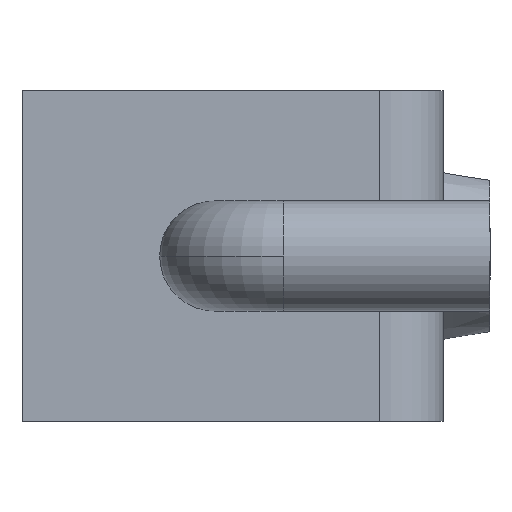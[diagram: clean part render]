
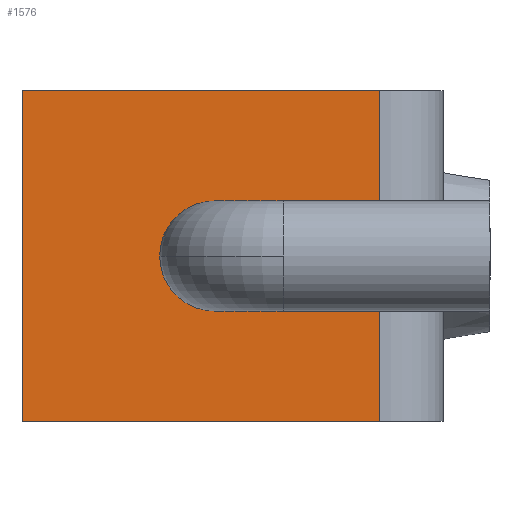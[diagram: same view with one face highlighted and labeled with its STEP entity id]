
A CAD part, left-side view. The second image highlights one B-rep face of the part: STEP entity #1576.
In plain terms, the highlighted planar face has unit normal (-1, 0, 0).
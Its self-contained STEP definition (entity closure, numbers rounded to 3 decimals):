
#542 = EDGE_LOOP ( 'NONE', ( #2130, #2129 ) ) ;
#543 = EDGE_LOOP ( 'NONE', ( #2131, #927, #928, #2124 ) ) ;
#821 = VECTOR ( 'NONE', #1052, 1000. ) ;
#822 = VECTOR ( 'NONE', #1058, 1000. ) ;
#823 = AXIS2_PLACEMENT_3D ( 'NONE', #1055, #1062, #1063 ) ;
#824 = VECTOR ( 'NONE', #1061, 1000. ) ;
#827 = VECTOR ( 'NONE', #1073, 1000. ) ;
#835 = AXIS2_PLACEMENT_3D ( 'NONE', #1088, #1095, #1096 ) ;
#907 = FACE_BOUND ( 'NONE', #542, .T. ) ;
#910 = FACE_OUTER_BOUND ( 'NONE', #543, .T. ) ;
#927 = ORIENTED_EDGE ( 'NONE', *, *, #1516, .F. ) ;
#928 = ORIENTED_EDGE ( 'NONE', *, *, #1518, .F. ) ;
#1050 = LINE ( 'NONE', #1051, #821 ) ;
#1051 = CARTESIAN_POINT ( 'NONE',  ( 0., -6., 6. ) ) ;
#1052 = DIRECTION ( 'NONE',  ( 0., 0., -1. ) ) ;
#1055 = CARTESIAN_POINT ( 'NONE',  ( 0., 0., 0. ) ) ;
#1056 = LINE ( 'NONE', #1057, #822 ) ;
#1057 = CARTESIAN_POINT ( 'NONE',  ( 0., 7., 6. ) ) ;
#1058 = DIRECTION ( 'NONE',  ( 0., -1., 0. ) ) ;
#1059 = LINE ( 'NONE', #1060, #824 ) ;
#1060 = CARTESIAN_POINT ( 'NONE',  ( 0., 7., -6. ) ) ;
#1061 = DIRECTION ( 'NONE',  ( 0., -1., 0. ) ) ;
#1062 = DIRECTION ( 'NONE',  ( 1., 0., 0. ) ) ;
#1063 = DIRECTION ( 'NONE',  ( 0., 1., 0. ) ) ;
#1071 = LINE ( 'NONE', #1072, #827 ) ;
#1072 = CARTESIAN_POINT ( 'NONE',  ( 0., 7., 6. ) ) ;
#1073 = DIRECTION ( 'NONE',  ( 0., 0., -1. ) ) ;
#1088 = CARTESIAN_POINT ( 'NONE',  ( 0., 0., 0. ) ) ;
#1095 = DIRECTION ( 'NONE',  ( 1., 0., 0. ) ) ;
#1096 = DIRECTION ( 'NONE',  ( 0., 1., 0. ) ) ;
#1238 = PLANE ( 'NONE',  #1670 ) ;
#1239 = CARTESIAN_POINT ( 'NONE',  ( 0., 7., 6. ) ) ;
#1240 = DIRECTION ( 'NONE',  ( 1., 0., 0. ) ) ;
#1241 = DIRECTION ( 'NONE',  ( 0., 1., 0. ) ) ;
#1404 = CIRCLE ( 'NONE', #835, 2. ) ;
#1414 = CIRCLE ( 'NONE', #823, 2. ) ;
#1516 = EDGE_CURVE ( 'NONE', #2044, #2043, #1050, .T. ) ;
#1518 = EDGE_CURVE ( 'NONE', #2055, #2044, #1056, .T. ) ;
#1519 = EDGE_CURVE ( 'NONE', #2045, #2043, #1059, .T. ) ;
#1520 = EDGE_CURVE ( 'NONE', #2001, #2000, #1414, .T. ) ;
#1523 = EDGE_CURVE ( 'NONE', #2055, #2045, #1071, .T. ) ;
#1531 = EDGE_CURVE ( 'NONE', #2000, #2001, #1404, .T. ) ;
#1576 = ADVANCED_FACE ( 'NONE', ( #907, #910 ), #1238, .F. ) ;
#1670 = AXIS2_PLACEMENT_3D ( 'NONE', #1239, #1240, #1241 ) ;
#1898 = CARTESIAN_POINT ( 'NONE',  ( 0., 0., 2. ) ) ;
#1899 = CARTESIAN_POINT ( 'NONE',  ( 0., 0., -2. ) ) ;
#1914 = CARTESIAN_POINT ( 'NONE',  ( 0., -6., -6. ) ) ;
#1915 = CARTESIAN_POINT ( 'NONE',  ( 0., -6., 6. ) ) ;
#1916 = CARTESIAN_POINT ( 'NONE',  ( 0., 7., -6. ) ) ;
#1926 = CARTESIAN_POINT ( 'NONE',  ( 0., 7., 6. ) ) ;
#2000 = VERTEX_POINT ( 'NONE', #1898 ) ;
#2001 = VERTEX_POINT ( 'NONE', #1899 ) ;
#2043 = VERTEX_POINT ( 'NONE', #1914 ) ;
#2044 = VERTEX_POINT ( 'NONE', #1915 ) ;
#2045 = VERTEX_POINT ( 'NONE', #1916 ) ;
#2055 = VERTEX_POINT ( 'NONE', #1926 ) ;
#2124 = ORIENTED_EDGE ( 'NONE', *, *, #1523, .T. ) ;
#2129 = ORIENTED_EDGE ( 'NONE', *, *, #1531, .T. ) ;
#2130 = ORIENTED_EDGE ( 'NONE', *, *, #1520, .T. ) ;
#2131 = ORIENTED_EDGE ( 'NONE', *, *, #1519, .T. ) ;
